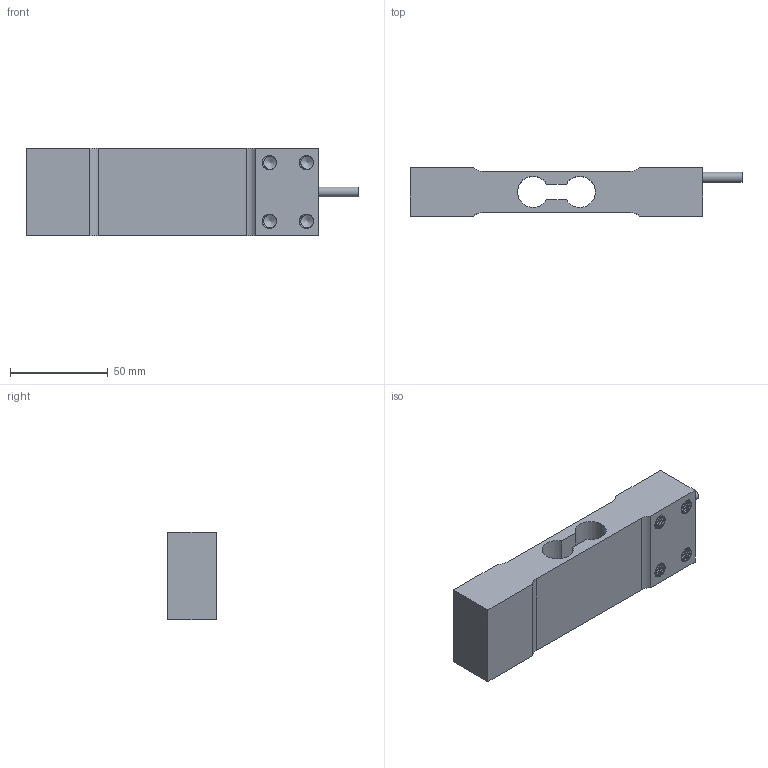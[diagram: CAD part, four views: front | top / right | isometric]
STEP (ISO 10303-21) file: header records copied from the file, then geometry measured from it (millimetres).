
FILE_DESCRIPTION(/* description */ (''),/* implementation_level */ '2;1');
FILE_NAME(/* name */ '108JA-(20-100)kg v0.step',/* time_stamp */ '2020-01-28T09:23:54-08:00',/* author */ (''),/* organization */ (''),/* preprocessor_version */ 'ST-DEVELOPER v18',/* originating_system */ 'Autodesk Translation Framework v8.12.0.6',/* authorisation */ '');
FILE_SCHEMA (('AUTOMOTIVE_DESIGN { 1 0 10303 214 3 1 1 }'));
Length unit declared in the file: millimetre
Products named in the file (1): 108JA-(20-100)kg
Bounding box: 170 x 25 x 45 mm (x, y, z)
Volume: 129485.1 mm3; surface area: 32111.8 mm2
Topology: 1 solids, 1 shells, 316 faces, 811 edges, 498 vertices
Faces by surface type: cylinder 271, plane 21, bspline 16, cone 8
Full cylindrical faces by diameter (mm): 5.1 x1, 6.779 x120, 8.17 x112
Entity records: 22614 total; most frequent: CARTESIAN_POINT 15906, ORIENTED_EDGE 1606, DIRECTION 1019, EDGE_CURVE 803, VERTEX_POINT 498, B_SPLINE_CURVE_WITH_KNOTS 448, AXIS2_PLACEMENT_3D 363, EDGE_LOOP 327
